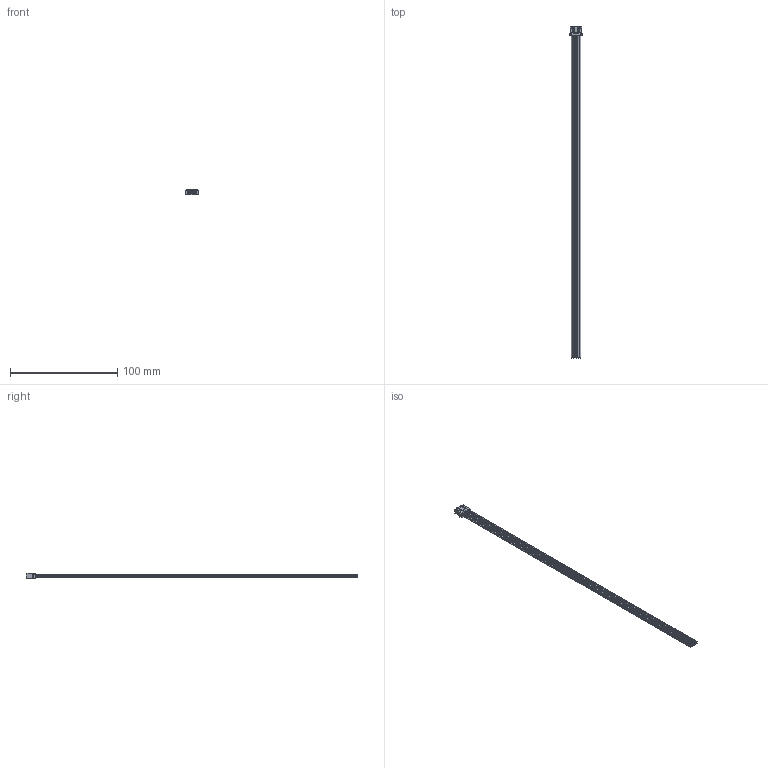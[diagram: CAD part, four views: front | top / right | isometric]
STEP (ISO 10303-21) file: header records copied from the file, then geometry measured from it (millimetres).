
FILE_DESCRIPTION((''),'2;1');
FILE_NAME('F0JL24-P10SW000-01','2023-05-08T',('工程三'),(''),'PRO/ENGINEER BY PARAMETRIC TECHNOLOGY CORPORATION, 2010280','PRO/ENGINEER BY PARAMETRIC TECHNOLOGY CORPORATION, 2010280','');
FILE_SCHEMA(('CONFIG_CONTROL_DESIGN'));
Length unit declared in the file: millimetre
Products named in the file (1): F0JL24-P10SW000-01
Bounding box: 12 x 309 x 5.5 mm (x, y, z)
Volume: 1720.3 mm3; surface area: 7709.9 mm2
Topology: 1 solids, 1 shells, 118 faces, 276 edges, 180 vertices
Faces by surface type: plane 78, cylinder 40
Entity records: 3402 total; most frequent: DIRECTION 592, CARTESIAN_POINT 574, ORIENTED_EDGE 552, EDGE_CURVE 276, AXIS2_PLACEMENT_3D 198, VECTOR 196, LINE 196, VERTEX_POINT 180
